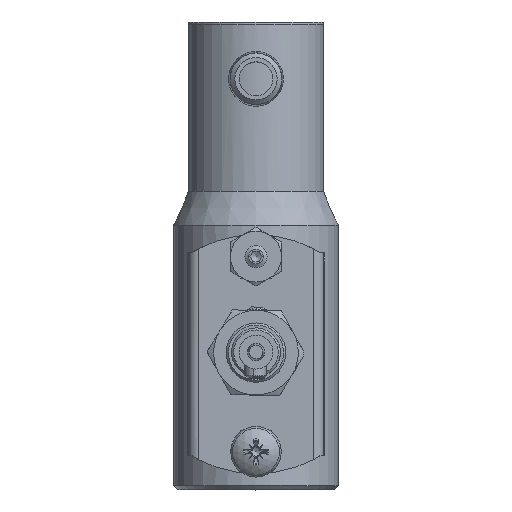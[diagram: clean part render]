
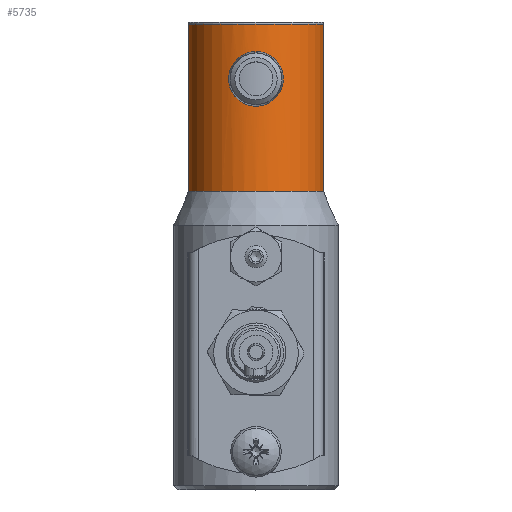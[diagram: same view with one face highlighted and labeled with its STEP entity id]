
A CAD part, top view. The second image highlights one B-rep face of the part: STEP entity #5735.
In plain terms, the highlighted cylindrical face has radius 12.7 mm (diameter 25.4 mm), a full revolution.
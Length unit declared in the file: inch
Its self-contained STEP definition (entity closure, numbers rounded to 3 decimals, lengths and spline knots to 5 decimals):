
#1112=FACE_BOUND($,#1878,.T.);
#1113=FACE_BOUND($,#1879,.T.);
#1114=FACE_BOUND($,#1880,.T.);
#1374=B_SPLINE_CURVE_WITH_KNOTS($,3,(#9013,#9014,#9015,#9016,#9017,#9018,
#9019,#9020,#9021,#9022,#9023,#9024,#9025,#9026,#9027,#9028,#9029,#9030,
#9031,#9032,#9033,#9034,#9035,#9036,#9037,#9038,#9039,#9040,#9041,#9042,
#9043,#9044,#9045,#9046),.UNSPECIFIED.,.T.,.F.,(4,2,2,2,2,2,2,2,2,2,2,2,
2,2,2,2,4),(0.,0.19533,0.39066,0.58578,0.7809,
0.97603,1.17115,1.36648,1.5618,1.75713,
1.95246,2.14758,2.34271,2.53783,2.73295,
2.92828,3.12361),.UNSPECIFIED.);
#1878=EDGE_LOOP($,(#4156));
#1879=EDGE_LOOP($,(#4157));
#1880=EDGE_LOOP($,(#4158));
#2542=CIRCLE($,#6244,0.5);
#2543=CIRCLE($,#6246,0.5);
#2864=VERTEX_POINT($,#9012);
#2874=VERTEX_POINT($,#9141);
#2875=VERTEX_POINT($,#9144);
#3396=EDGE_CURVE($,#2864,#2864,#1374,.T.);
#3406=EDGE_CURVE($,#2874,#2874,#2542,.T.);
#3407=EDGE_CURVE($,#2875,#2875,#2543,.T.);
#4156=ORIENTED_EDGE($,*,*,#3396,.T.);
#4157=ORIENTED_EDGE($,*,*,#3407,.F.);
#4158=ORIENTED_EDGE($,*,*,#3406,.T.);
#5624=CYLINDRICAL_SURFACE($,#6245,0.5);
#5735=ADVANCED_FACE($,(#1112,#1113,#1114),#5624,.T.);
#6244=AXIS2_PLACEMENT_3D($,#9142,#7114,#7115);
#6245=AXIS2_PLACEMENT_3D($,#9143,#7116,#7117);
#6246=AXIS2_PLACEMENT_3D($,#9145,#7118,#7119);
#7114=DIRECTION('center_axis',(0.,-1.,0.));
#7115=DIRECTION('ref_axis',(0.,0.,
-1.));
#7116=DIRECTION('center_axis',(0.,-1.,0.));
#7117=DIRECTION('ref_axis',(0.,0.,
-1.));
#7118=DIRECTION('center_axis',(0.,-1.,0.));
#7119=DIRECTION('ref_axis',(0.,0.,
-1.));
#9012=CARTESIAN_POINT('',(0.2015,-3.30089,0.10626));
#9013=CARTESIAN_POINT('Ctrl Pts',(0.2015,-3.30089,0.10626));
#9014=CARTESIAN_POINT('Ctrl Pts',(0.2015,-3.32652,0.10626));
#9015=CARTESIAN_POINT('Ctrl Pts',(0.19632,-3.35363,0.10864));
#9016=CARTESIAN_POINT('Ctrl Pts',(0.17567,-3.40317,0.11692));
#9017=CARTESIAN_POINT('Ctrl Pts',(0.16022,-3.42563,0.12266));
#9018=CARTESIAN_POINT('Ctrl Pts',(0.12476,-3.46109,0.1332));
#9019=CARTESIAN_POINT('Ctrl Pts',(0.1023,-3.47655,0.13873));
#9020=CARTESIAN_POINT('Ctrl Pts',(0.05273,-3.49721,
0.14651));
#9021=CARTESIAN_POINT('Ctrl Pts',(0.02561,-3.50239,
0.14866));
#9022=CARTESIAN_POINT('Ctrl Pts',(-0.02561,-3.50239,
0.14866));
#9023=CARTESIAN_POINT('Ctrl Pts',(-0.05273,-3.49721,
0.14651));
#9024=CARTESIAN_POINT('Ctrl Pts',(-0.1023,-3.47655,0.13873));
#9025=CARTESIAN_POINT('Ctrl Pts',(-0.12476,-3.46109,
0.1332));
#9026=CARTESIAN_POINT('Ctrl Pts',(-0.16022,-3.42563,
0.12266));
#9027=CARTESIAN_POINT('Ctrl Pts',(-0.17567,-3.40317,
0.11692));
#9028=CARTESIAN_POINT('Ctrl Pts',(-0.19632,-3.35363,
0.10864));
#9029=CARTESIAN_POINT('Ctrl Pts',(-0.2015,-3.32652,
0.10626));
#9030=CARTESIAN_POINT('Ctrl Pts',(-0.2015,-3.27525,
0.10626));
#9031=CARTESIAN_POINT('Ctrl Pts',(-0.19632,-3.24814,
0.10864));
#9032=CARTESIAN_POINT('Ctrl Pts',(-0.17567,-3.1986,
0.11692));
#9033=CARTESIAN_POINT('Ctrl Pts',(-0.16022,-3.17614,
0.12266));
#9034=CARTESIAN_POINT('Ctrl Pts',(-0.12476,-3.14068,
0.1332));
#9035=CARTESIAN_POINT('Ctrl Pts',(-0.1023,-3.12522,0.13873));
#9036=CARTESIAN_POINT('Ctrl Pts',(-0.05273,-3.10456,
0.14651));
#9037=CARTESIAN_POINT('Ctrl Pts',(-0.02561,-3.09939,
0.14866));
#9038=CARTESIAN_POINT('Ctrl Pts',(0.02561,-3.09939,
0.14866));
#9039=CARTESIAN_POINT('Ctrl Pts',(0.05273,-3.10456,
0.14651));
#9040=CARTESIAN_POINT('Ctrl Pts',(0.1023,-3.12522,0.13873));
#9041=CARTESIAN_POINT('Ctrl Pts',(0.12476,-3.14068,0.1332));
#9042=CARTESIAN_POINT('Ctrl Pts',(0.16022,-3.17614,0.12266));
#9043=CARTESIAN_POINT('Ctrl Pts',(0.17567,-3.1986,0.11692));
#9044=CARTESIAN_POINT('Ctrl Pts',(0.19632,-3.24814,0.10864));
#9045=CARTESIAN_POINT('Ctrl Pts',(0.2015,-3.27525,0.10626));
#9046=CARTESIAN_POINT('Ctrl Pts',(0.2015,-3.30089,0.10626));
#9141=CARTESIAN_POINT('',(0.,-2.89589,-0.85134));
#9142=CARTESIAN_POINT('Origin',(0.,-2.89589,
-0.35134));
#9143=CARTESIAN_POINT('Origin',(0.,-3.51339,
-0.35134));
#9144=CARTESIAN_POINT('',(0.,-4.13089,-0.85134));
#9145=CARTESIAN_POINT('Origin',(0.,-4.13089,
-0.35134));
